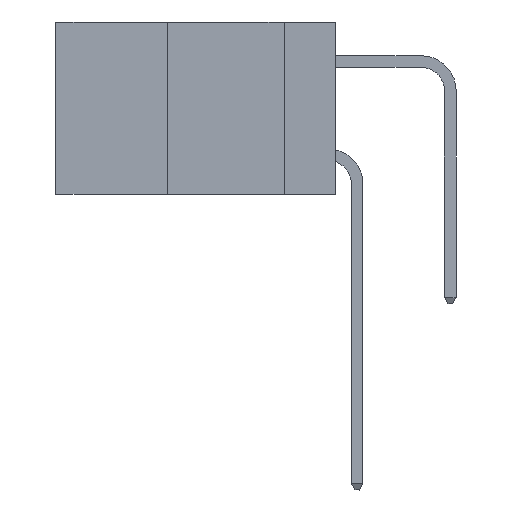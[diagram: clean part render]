
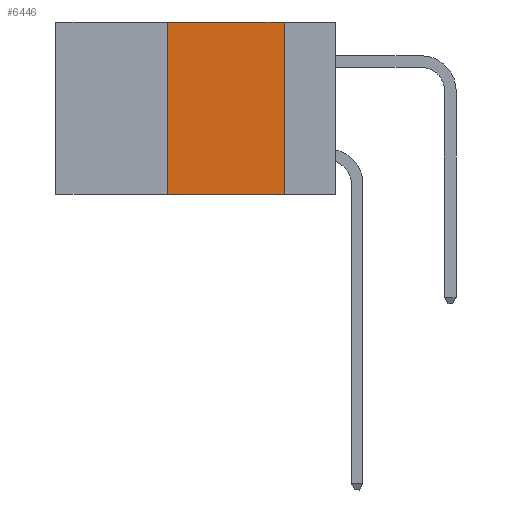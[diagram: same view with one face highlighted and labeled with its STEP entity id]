
A CAD part, left-side view. The second image highlights one B-rep face of the part: STEP entity #6446.
In plain terms, the highlighted planar face has unit normal (-1, 0, 0).
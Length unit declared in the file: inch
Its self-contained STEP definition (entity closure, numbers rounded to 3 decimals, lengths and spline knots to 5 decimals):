
#756 = LINE ( 'NONE', #822, #1857 ) ;
#822 = CARTESIAN_POINT ( 'NONE',  ( 0., 0.6, -0.37 ) ) ;
#1857 = VECTOR ( 'NONE', #5264, 39.37008 ) ;
#1915 = CARTESIAN_POINT ( 'NONE',  ( 0., 0.36, 0. ) ) ;
#2429 = VERTEX_POINT ( 'NONE', #13497 ) ;
#2983 = DIRECTION ( 'NONE',  ( 0., -1., 0. ) ) ;
#3575 = VERTEX_POINT ( 'NONE', #8592 ) ;
#4043 = CARTESIAN_POINT ( 'NONE',  ( 0., 0.36, -0.37 ) ) ;
#4223 = DIRECTION ( 'NONE',  ( 1., 0., 0. ) ) ;
#4625 = CARTESIAN_POINT ( 'NONE',  ( 0., 0.11, 0. ) ) ;
#5264 = DIRECTION ( 'NONE',  ( 0., -1., 0. ) ) ;
#5300 = CARTESIAN_POINT ( 'NONE',  ( 0., 0.6, 0. ) ) ;
#6446 = ADVANCED_FACE ( 'NONE', ( #6530 ), #11182, .F. ) ;
#6450 = DIRECTION ( 'NONE',  ( 0., 0., -1. ) ) ;
#6530 = FACE_OUTER_BOUND ( 'NONE', #9391, .T. ) ;
#7205 = ORIENTED_EDGE ( 'NONE', *, *, #13609, .F. ) ;
#7628 = ORIENTED_EDGE ( 'NONE', *, *, #10366, .F. ) ;
#8254 = VERTEX_POINT ( 'NONE', #13483 ) ;
#8566 = CARTESIAN_POINT ( 'NONE',  ( 0., 0.6, 0. ) ) ;
#8592 = CARTESIAN_POINT ( 'NONE',  ( 0., 0.36, 0. ) ) ;
#8597 = DIRECTION ( 'NONE',  ( 0., 0., 1. ) ) ;
#8839 = AXIS2_PLACEMENT_3D ( 'NONE', #5300, #4223, #6450 ) ;
#9391 = EDGE_LOOP ( 'NONE', ( #11136, #7205, #7628, #12695 ) ) ;
#10366 = EDGE_CURVE ( 'NONE', #13249, #3575, #11870, .T. ) ;
#10370 = DIRECTION ( 'NONE',  ( 0., 0., -1. ) ) ;
#10689 = VECTOR ( 'NONE', #8597, 39.37008 ) ;
#11136 = ORIENTED_EDGE ( 'NONE', *, *, #12684, .F. ) ;
#11182 = PLANE ( 'NONE',  #8839 ) ;
#11771 = LINE ( 'NONE', #8566, #14160 ) ;
#11870 = LINE ( 'NONE', #1915, #10689 ) ;
#12684 = EDGE_CURVE ( 'NONE', #2429, #8254, #13407, .T. ) ;
#12695 = ORIENTED_EDGE ( 'NONE', *, *, #13414, .T. ) ;
#13249 = VERTEX_POINT ( 'NONE', #4043 ) ;
#13407 = LINE ( 'NONE', #4625, #13410 ) ;
#13410 = VECTOR ( 'NONE', #10370, 39.37008 ) ;
#13414 = EDGE_CURVE ( 'NONE', #13249, #8254, #756, .T. ) ;
#13483 = CARTESIAN_POINT ( 'NONE',  ( 0., 0.11, -0.37 ) ) ;
#13497 = CARTESIAN_POINT ( 'NONE',  ( 0., 0.11, 0. ) ) ;
#13609 = EDGE_CURVE ( 'NONE', #3575, #2429, #11771, .T. ) ;
#14160 = VECTOR ( 'NONE', #2983, 39.37008 ) ;
